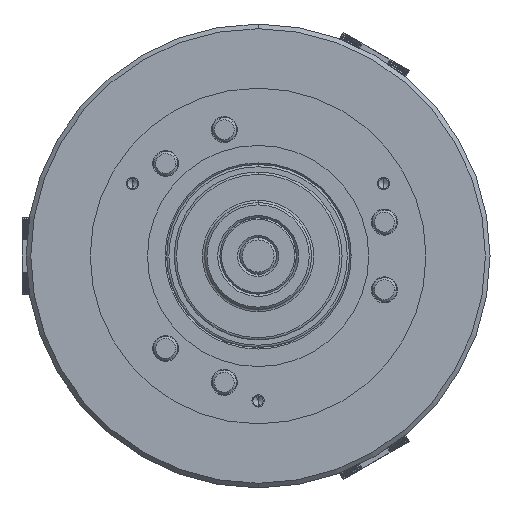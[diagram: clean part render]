
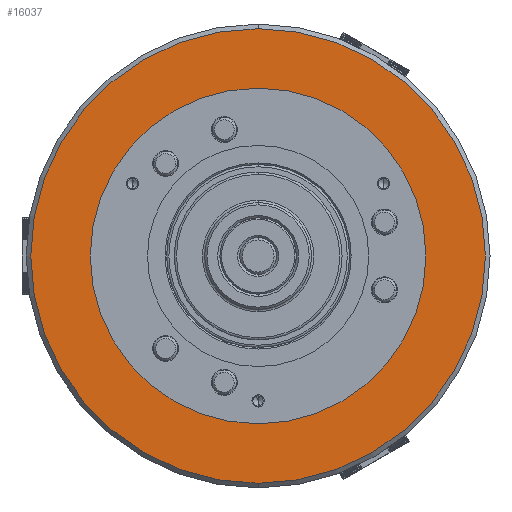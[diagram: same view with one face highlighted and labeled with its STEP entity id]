
A CAD part, left-side view. The second image highlights one B-rep face of the part: STEP entity #16037.
In plain terms, the highlighted planar face has unit normal (-1, 0, 0).
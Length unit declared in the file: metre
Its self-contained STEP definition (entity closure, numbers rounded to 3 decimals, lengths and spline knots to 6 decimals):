
#676 = CIRCLE ( 'NONE', #10334, 0.149 ) ;
#2336 = AXIS2_PLACEMENT_3D ( 'NONE', #28967, #10011, #19523 ) ;
#3100 = ORIENTED_EDGE ( 'NONE', *, *, #24597, .T. ) ;
#3750 = CARTESIAN_POINT ( 'NONE',  ( 0., 0., -0.149 ) ) ;
#4287 = AXIS2_PLACEMENT_3D ( 'NONE', #7298, #23847, #9672 ) ;
#6732 = ORIENTED_EDGE ( 'NONE', *, *, #10944, .F. ) ;
#7298 = CARTESIAN_POINT ( 'NONE',  ( 0., 0., 0. ) ) ;
#7425 = FACE_OUTER_BOUND ( 'NONE', #15042, .T. ) ;
#8136 = DIRECTION ( 'NONE',  ( -1., 0., 0. ) ) ;
#8679 = CARTESIAN_POINT ( 'NONE',  ( 0., 0., -0.11 ) ) ;
#9127 = CARTESIAN_POINT ( 'NONE',  ( 0., 0., 0.11 ) ) ;
#9672 = DIRECTION ( 'NONE',  ( 0., 0., 1. ) ) ;
#10011 = DIRECTION ( 'NONE',  ( 1., 0., 0. ) ) ;
#10334 = AXIS2_PLACEMENT_3D ( 'NONE', #11324, #27891, #13705 ) ;
#10560 = DIRECTION ( 'NONE',  ( -1., 0., 0. ) ) ;
#10944 = EDGE_CURVE ( 'NONE', #29225, #14440, #26604, .T. ) ;
#11058 = AXIS2_PLACEMENT_3D ( 'NONE', #24740, #10560, #27131 ) ;
#11324 = CARTESIAN_POINT ( 'NONE',  ( 0., 0., 0. ) ) ;
#11964 = VERTEX_POINT ( 'NONE', #27335 ) ;
#12621 = ORIENTED_EDGE ( 'NONE', *, *, #21377, .F. ) ;
#13236 = AXIS2_PLACEMENT_3D ( 'NONE', #22294, #8136, #24693 ) ;
#13705 = DIRECTION ( 'NONE',  ( 0., 0., -1. ) ) ;
#14440 = VERTEX_POINT ( 'NONE', #8679 ) ;
#14597 = CIRCLE ( 'NONE', #11058, 0.149 ) ;
#15042 = EDGE_LOOP ( 'NONE', ( #3100, #24902 ) ) ;
#16037 = ADVANCED_FACE ( 'NONE', ( #7425, #19252 ), #17143, .F. ) ;
#17143 = PLANE ( 'NONE',  #2336 ) ;
#18021 = CIRCLE ( 'NONE', #13236, 0.11 ) ;
#18772 = EDGE_LOOP ( 'NONE', ( #6732, #12621 ) ) ;
#19252 = FACE_BOUND ( 'NONE', #18772, .T. ) ;
#19523 = DIRECTION ( 'NONE',  ( 0., 0., -1. ) ) ;
#20880 = VERTEX_POINT ( 'NONE', #3750 ) ;
#21377 = EDGE_CURVE ( 'NONE', #14440, #29225, #18021, .T. ) ;
#22294 = CARTESIAN_POINT ( 'NONE',  ( 0., 0., 0. ) ) ;
#23847 = DIRECTION ( 'NONE',  ( -1., 0., 0. ) ) ;
#24597 = EDGE_CURVE ( 'NONE', #20880, #11964, #676, .T. ) ;
#24693 = DIRECTION ( 'NONE',  ( 0., 0., 1. ) ) ;
#24740 = CARTESIAN_POINT ( 'NONE',  ( 0., 0., 0. ) ) ;
#24902 = ORIENTED_EDGE ( 'NONE', *, *, #25959, .T. ) ;
#25959 = EDGE_CURVE ( 'NONE', #11964, #20880, #14597, .T. ) ;
#26604 = CIRCLE ( 'NONE', #4287, 0.11 ) ;
#27131 = DIRECTION ( 'NONE',  ( 0., 0., -1. ) ) ;
#27335 = CARTESIAN_POINT ( 'NONE',  ( 0., 0., 0.149 ) ) ;
#27891 = DIRECTION ( 'NONE',  ( -1., 0., 0. ) ) ;
#28967 = CARTESIAN_POINT ( 'NONE',  ( 0., 0.11, 0. ) ) ;
#29225 = VERTEX_POINT ( 'NONE', #9127 ) ;
